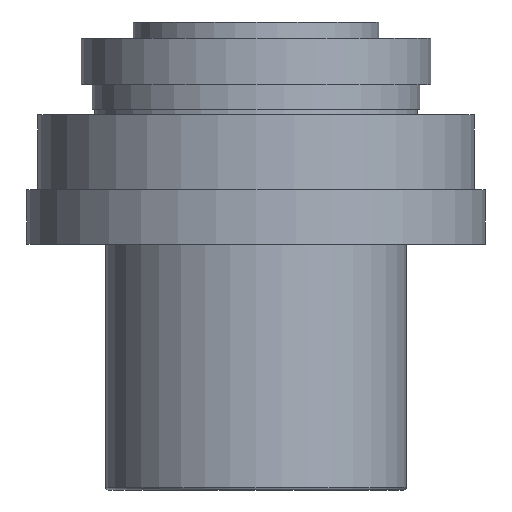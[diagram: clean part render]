
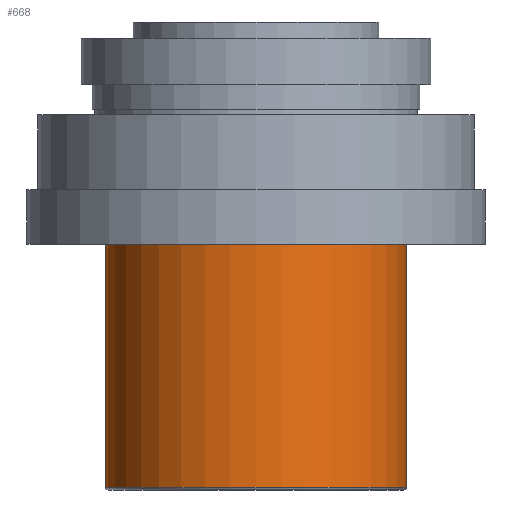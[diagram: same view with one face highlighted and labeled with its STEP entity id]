
A CAD part, front view. The second image highlights one B-rep face of the part: STEP entity #668.
In plain terms, the highlighted cylindrical face has radius 27.5 mm (diameter 55 mm), a full revolution.
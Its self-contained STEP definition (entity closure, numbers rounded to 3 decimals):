
#512=CYLINDRICAL_SURFACE('',#2678,27.5);
#668=ADVANCED_FACE('',(#965,#966),#512,.T.);
#965=FACE_BOUND('',#1242,.T.);
#966=FACE_BOUND('',#1243,.T.);
#1242=EDGE_LOOP('',(#1800));
#1243=EDGE_LOOP('',(#1801));
#1800=ORIENTED_EDGE('',*,*,#2313,.T.);
#1801=ORIENTED_EDGE('',*,*,#2056,.T.);
#1825=VERTEX_POINT('',#3374);
#2034=VERTEX_POINT('',#4267);
#2056=EDGE_CURVE('',#1825,#1825,#2335,.T.);
#2313=EDGE_CURVE('',#2034,#2034,#2420,.T.);
#2335=CIRCLE('',#2453,27.5);
#2420=CIRCLE('',#2677,27.5);
#2453=AXIS2_PLACEMENT_3D('',#3373,#2744,#2745);
#2677=AXIS2_PLACEMENT_3D('',#4266,#3312,#3313);
#2678=AXIS2_PLACEMENT_3D('',#4268,#3314,#3315);
#2744=DIRECTION('',(0.,0.,-1.));
#2745=DIRECTION('',(1.,0.,0.));
#3312=DIRECTION('',(0.,0.,1.));
#3313=DIRECTION('',(-1.,0.,0.));
#3314=DIRECTION('',(0.,0.,1.));
#3315=DIRECTION('',(1.,0.,0.));
#3373=CARTESIAN_POINT('',(0.,0.,16.6));
#3374=CARTESIAN_POINT('',(27.5,0.,16.6));
#4266=CARTESIAN_POINT('',(0.,0.,-27.9));
#4267=CARTESIAN_POINT('',(-27.5,0.,-27.9));
#4268=CARTESIAN_POINT('',(0.,0.,-28.4));
